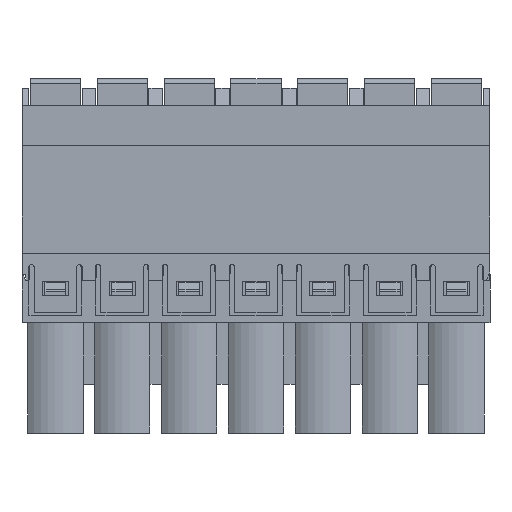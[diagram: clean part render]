
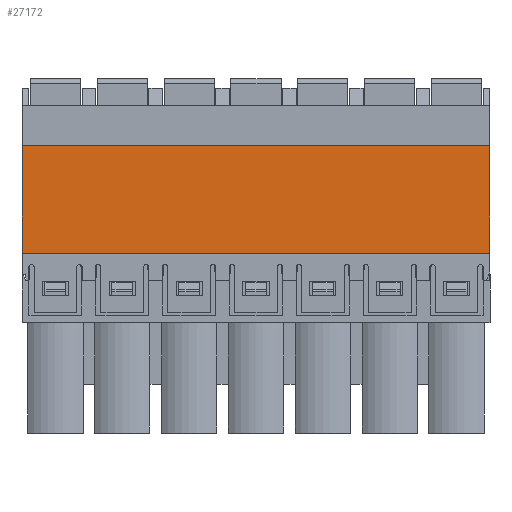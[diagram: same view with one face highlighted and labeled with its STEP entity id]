
A CAD part, front view. The second image highlights one B-rep face of the part: STEP entity #27172.
In plain terms, the highlighted planar face has unit normal (0, -1, 0).
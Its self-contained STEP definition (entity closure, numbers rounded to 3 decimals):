
#2466=ORIENTED_EDGE('',*,*,#9975,.T.);
#2467=ORIENTED_EDGE('',*,*,#9976,.F.);
#2468=ORIENTED_EDGE('',*,*,#9111,.F.);
#2469=ORIENTED_EDGE('',*,*,#9974,.T.);
#9111=EDGE_CURVE('',#13033,#13034,#15694,.T.);
#9974=EDGE_CURVE('',#13033,#13658,#16497,.T.);
#9975=EDGE_CURVE('',#13658,#13659,#16498,.T.);
#9976=EDGE_CURVE('',#13034,#13659,#16499,.T.);
#13033=VERTEX_POINT('',#38390);
#13034=VERTEX_POINT('',#38392);
#13658=VERTEX_POINT('',#40080);
#13659=VERTEX_POINT('',#40084);
#15694=LINE('',#38391,#19333);
#16497=LINE('',#40081,#20136);
#16498=LINE('',#40083,#20137);
#16499=LINE('',#40085,#20138);
#19333=VECTOR('',#30835,1000.);
#20136=VECTOR('',#32162,1000.);
#20137=VECTOR('',#32165,1000.);
#20138=VECTOR('',#32166,1000.);
#22824=EDGE_LOOP('',(#2466,#2467,#2468,#2469));
#24375=FACE_BOUND('',#22824,.T.);
#25870=PLANE('',#28758);
#27172=ADVANCED_FACE('',(#24375),#25870,.F.);
#28758=AXIS2_PLACEMENT_3D('',#40082,#32163,#32164);
#30835=DIRECTION('',(0.,0.,-1.));
#32162=DIRECTION('',(-1.,0.,0.));
#32163=DIRECTION('',(0.,1.,0.));
#32164=DIRECTION('',(0.,0.,1.));
#32165=DIRECTION('',(0.,0.,-1.));
#32166=DIRECTION('',(-1.,0.,0.));
#38390=CARTESIAN_POINT('',(17.78,-5.27,4.1));
#38391=CARTESIAN_POINT('',(17.78,-5.27,4.1));
#38392=CARTESIAN_POINT('',(17.78,-5.27,-4.1));
#40080=CARTESIAN_POINT('',(-17.78,-5.27,4.1));
#40081=CARTESIAN_POINT('',(17.78,-5.27,4.1));
#40082=CARTESIAN_POINT('',(17.78,-5.27,4.1));
#40083=CARTESIAN_POINT('',(-17.78,-5.27,4.1));
#40084=CARTESIAN_POINT('',(-17.78,-5.27,-4.1));
#40085=CARTESIAN_POINT('',(17.78,-5.27,-4.1));
